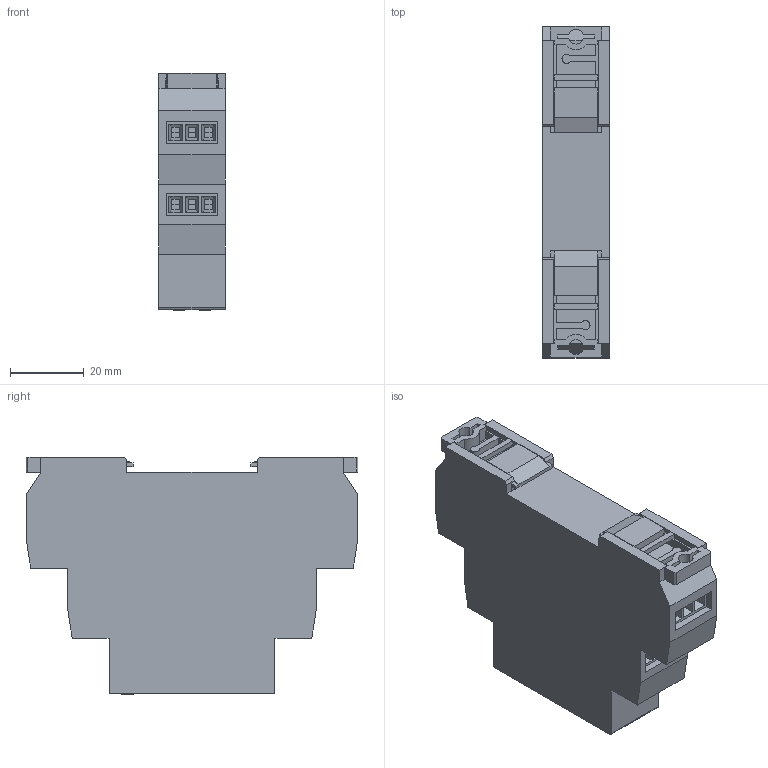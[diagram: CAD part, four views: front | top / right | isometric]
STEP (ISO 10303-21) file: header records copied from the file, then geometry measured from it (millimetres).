
FILE_DESCRIPTION (( 'STEP AP203' ), '1' );
FILE_NAME ('ORT-B2-ACDC12-240V Ðåëå çàäåðæêè âûêëþ÷åíèÿ ORT. 2 êîíò. 12-240 Â AÑ_DC IEK.STEP', '2017-12-25T11:05:18', ( '' ), ( '' ), 'SwSTEP 2.0', 'SolidWorks 2014', '' );
FILE_SCHEMA (( 'CONFIG_CONTROL_DESIGN' ));
Length unit declared in the file: millimetre
Products named in the file (1): ORT-B2-ACDC12-240V Ðåëå çàäåðæêè âûêëþ÷åíèÿ ORT. 2 êîíò. 12-240 Â AÑ_DC IEK
Bounding box: 18 x 90 x 64.3 mm (x, y, z)
Volume: 77377 mm3; surface area: 18261 mm2
Topology: 1 solids, 1 shells, 747 faces, 1993 edges, 1307 vertices
Faces by surface type: plane 584, bspline 125, cylinder 38
Full cylindrical faces by diameter (mm): 3.095 x2, 3.3 x9, 3.5 x9, 5 x2
Entity records: 29459 total; most frequent: CARTESIAN_POINT 11671, ORIENTED_EDGE 3918, DIRECTION 3062, EDGE_CURVE 1959, LINE 1602, VECTOR 1602, VERTEX_POINT 1295, EDGE_LOOP 844
